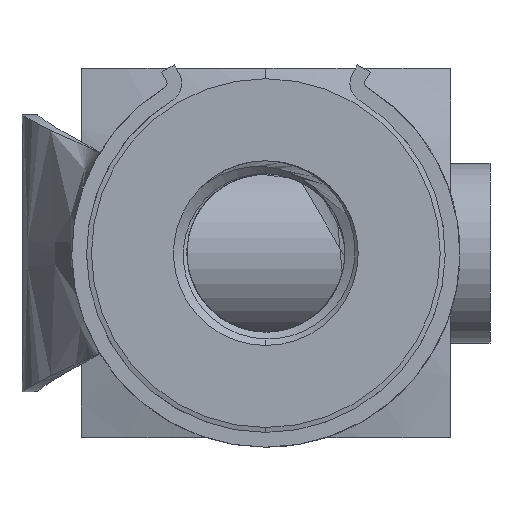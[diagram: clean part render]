
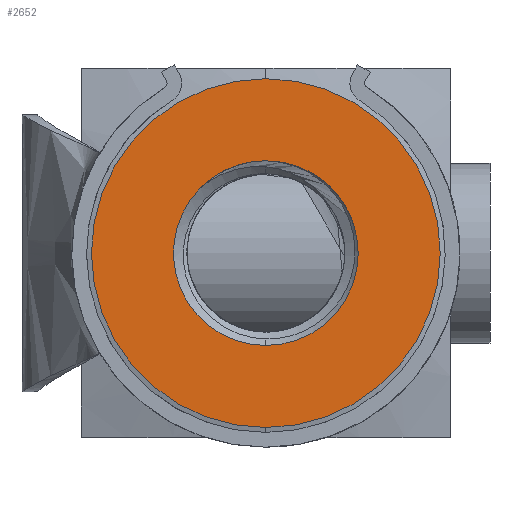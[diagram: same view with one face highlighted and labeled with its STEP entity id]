
A CAD part, front view. The second image highlights one B-rep face of the part: STEP entity #2652.
In plain terms, the highlighted planar face has unit normal (0, -1, 0).
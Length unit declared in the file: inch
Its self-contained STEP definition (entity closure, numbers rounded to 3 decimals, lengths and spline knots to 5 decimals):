
#45 = EDGE_CURVE ( 'NONE', #6130, #5288, #2192, .T. ) ;
#49 = CARTESIAN_POINT ( 'NONE',  ( 0., -0.591, 0. ) ) ;
#446 = DIRECTION ( 'NONE',  ( 0., -1., 0. ) ) ;
#523 = CARTESIAN_POINT ( 'NONE',  ( 0., -0.591, 0.1875 ) ) ;
#538 = AXIS2_PLACEMENT_3D ( 'NONE', #4561, #1461, #5082 ) ;
#571 = DIRECTION ( 'NONE',  ( 0., 0., -1. ) ) ;
#896 = CARTESIAN_POINT ( 'NONE',  ( 0., -0.591, -0.354 ) ) ;
#901 = ORIENTED_EDGE ( 'NONE', *, *, #45, .F. ) ;
#1228 = AXIS2_PLACEMENT_3D ( 'NONE', #2094, #5717, #2622 ) ;
#1297 = EDGE_LOOP ( 'NONE', ( #901, #3263, #5532 ) ) ;
#1461 = DIRECTION ( 'NONE',  ( 0., -1., 0. ) ) ;
#1709 = CIRCLE ( 'NONE', #538, 0.354 ) ;
#1739 = FACE_BOUND ( 'NONE', #1297, .T. ) ;
#2094 = CARTESIAN_POINT ( 'NONE',  ( 0., -0.591, 0. ) ) ;
#2192 = CIRCLE ( 'NONE', #5469, 0.1875 ) ;
#2622 = DIRECTION ( 'NONE',  ( 0., 0., -1. ) ) ;
#2652 = ADVANCED_FACE ( 'NONE', ( #1739, #3104 ), #3537, .T. ) ;
#2949 = CARTESIAN_POINT ( 'NONE',  ( 0., -0.591, 0. ) ) ;
#3104 = FACE_OUTER_BOUND ( 'NONE', #6481, .T. ) ;
#3263 = ORIENTED_EDGE ( 'NONE', *, *, #6196, .F. ) ;
#3466 = DIRECTION ( 'NONE',  ( 0., 0., -1. ) ) ;
#3476 = CIRCLE ( 'NONE', #3876, 0.1875 ) ;
#3537 = PLANE ( 'NONE',  #5349 ) ;
#3559 = CARTESIAN_POINT ( 'NONE',  ( 0., -0.591, 0. ) ) ;
#3666 = DIRECTION ( 'NONE',  ( 0., -1., 0. ) ) ;
#3876 = AXIS2_PLACEMENT_3D ( 'NONE', #2949, #6563, #3466 ) ;
#3886 = DIRECTION ( 'NONE',  ( 0., -1., 0. ) ) ;
#4007 = VERTEX_POINT ( 'NONE', #896 ) ;
#4012 = CARTESIAN_POINT ( 'NONE',  ( 0., -0.591, -0.1875 ) ) ;
#4054 = DIRECTION ( 'NONE',  ( 0., 0., -1. ) ) ;
#4340 = EDGE_CURVE ( 'NONE', #4007, #6462, #1709, .T. ) ;
#4388 = CIRCLE ( 'NONE', #5229, 0.1875 ) ;
#4458 = CARTESIAN_POINT ( 'NONE',  ( -0.13258, -0.591, 0.13258 ) ) ;
#4472 = EDGE_CURVE ( 'NONE', #6462, #4007, #5672, .T. ) ;
#4561 = CARTESIAN_POINT ( 'NONE',  ( 0., -0.591, 0. ) ) ;
#4952 = EDGE_CURVE ( 'NONE', #5288, #5110, #3476, .T. ) ;
#5082 = DIRECTION ( 'NONE',  ( 0., 0., -1. ) ) ;
#5110 = VERTEX_POINT ( 'NONE', #4012 ) ;
#5229 = AXIS2_PLACEMENT_3D ( 'NONE', #49, #3666, #571 ) ;
#5288 = VERTEX_POINT ( 'NONE', #4458 ) ;
#5349 = AXIS2_PLACEMENT_3D ( 'NONE', #5589, #446, #4054 ) ;
#5456 = ORIENTED_EDGE ( 'NONE', *, *, #4340, .T. ) ;
#5469 = AXIS2_PLACEMENT_3D ( 'NONE', #3559, #3886, #5866 ) ;
#5532 = ORIENTED_EDGE ( 'NONE', *, *, #4952, .F. ) ;
#5543 = ORIENTED_EDGE ( 'NONE', *, *, #4472, .T. ) ;
#5589 = CARTESIAN_POINT ( 'NONE',  ( 0., -0.591, 0. ) ) ;
#5672 = CIRCLE ( 'NONE', #1228, 0.354 ) ;
#5717 = DIRECTION ( 'NONE',  ( 0., -1., 0. ) ) ;
#5866 = DIRECTION ( 'NONE',  ( 0., 0., -1. ) ) ;
#6130 = VERTEX_POINT ( 'NONE', #523 ) ;
#6196 = EDGE_CURVE ( 'NONE', #5110, #6130, #4388, .T. ) ;
#6389 = CARTESIAN_POINT ( 'NONE',  ( 0., -0.591, 0.354 ) ) ;
#6462 = VERTEX_POINT ( 'NONE', #6389 ) ;
#6481 = EDGE_LOOP ( 'NONE', ( #5456, #5543 ) ) ;
#6563 = DIRECTION ( 'NONE',  ( 0., -1., 0. ) ) ;
